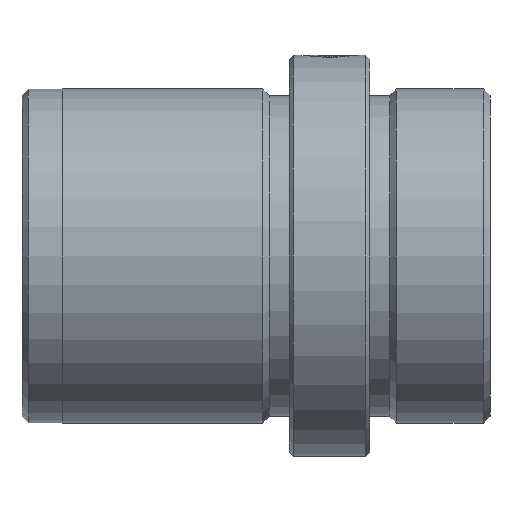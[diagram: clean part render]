
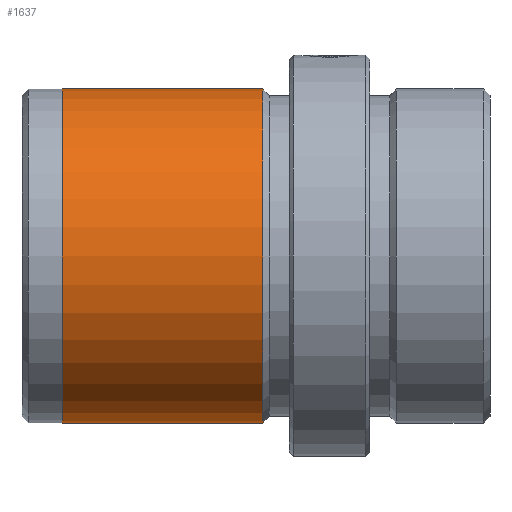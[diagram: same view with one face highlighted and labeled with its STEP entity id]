
A CAD part, left-side view. The second image highlights one B-rep face of the part: STEP entity #1637.
In plain terms, the highlighted cylindrical face has radius 12.5 mm (diameter 25 mm), a partial arc.
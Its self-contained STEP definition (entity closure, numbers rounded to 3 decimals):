
#1 = CARTESIAN_POINT ( 'NONE',  ( 0., 32., -12.5 ) ) ;
#100 = CARTESIAN_POINT ( 'NONE',  ( 0., 32., 12.5 ) ) ;
#116 = ORIENTED_EDGE ( 'NONE', *, *, #1055, .T. ) ;
#259 = AXIS2_PLACEMENT_3D ( 'NONE', #755, #1845, #915 ) ;
#301 = EDGE_CURVE ( 'NONE', #362, #905, #1657, .T. ) ;
#321 = CARTESIAN_POINT ( 'NONE',  ( 0., 17., 12.5 ) ) ;
#354 = DIRECTION ( 'NONE',  ( 0., -1., 0. ) ) ;
#362 = VERTEX_POINT ( 'NONE', #100 ) ;
#373 = VECTOR ( 'NONE', #354, 1000. ) ;
#383 = ORIENTED_EDGE ( 'NONE', *, *, #1768, .T. ) ;
#462 = CARTESIAN_POINT ( 'NONE',  ( 0., 17., 0. ) ) ;
#481 = EDGE_CURVE ( 'NONE', #905, #515, #1735, .T. ) ;
#515 = VERTEX_POINT ( 'NONE', #938 ) ;
#540 = EDGE_LOOP ( 'NONE', ( #1382, #383, #116, #903 ) ) ;
#622 = DIRECTION ( 'NONE',  ( 0., 0., -1. ) ) ;
#657 = FACE_OUTER_BOUND ( 'NONE', #540, .T. ) ;
#755 = CARTESIAN_POINT ( 'NONE',  ( 0., 32., 0. ) ) ;
#860 = CARTESIAN_POINT ( 'NONE',  ( 0., 0., 0. ) ) ;
#903 = ORIENTED_EDGE ( 'NONE', *, *, #481, .F. ) ;
#905 = VERTEX_POINT ( 'NONE', #321 ) ;
#911 = VERTEX_POINT ( 'NONE', #1 ) ;
#915 = DIRECTION ( 'NONE',  ( 0., 0., -1. ) ) ;
#938 = CARTESIAN_POINT ( 'NONE',  ( 0., 17., -12.5 ) ) ;
#1009 = DIRECTION ( 'NONE',  ( 0., -1., 0. ) ) ;
#1020 = DIRECTION ( 'NONE',  ( 0., 0., -1. ) ) ;
#1028 = DIRECTION ( 'NONE',  ( 0., -1., 0. ) ) ;
#1055 = EDGE_CURVE ( 'NONE', #911, #515, #2012, .T. ) ;
#1182 = CARTESIAN_POINT ( 'NONE',  ( 0., 0., 12.5 ) ) ;
#1305 = CARTESIAN_POINT ( 'NONE',  ( 0., 0., -12.5 ) ) ;
#1382 = ORIENTED_EDGE ( 'NONE', *, *, #301, .F. ) ;
#1551 = DIRECTION ( 'NONE',  ( 0., -1., 0. ) ) ;
#1562 = VECTOR ( 'NONE', #1028, 1000. ) ;
#1637 = ADVANCED_FACE ( 'NONE', ( #657 ), #1861, .T. ) ;
#1657 = LINE ( 'NONE', #1182, #1562 ) ;
#1705 = CIRCLE ( 'NONE', #259, 12.5 ) ;
#1735 = CIRCLE ( 'NONE', #1967, 12.5 ) ;
#1763 = AXIS2_PLACEMENT_3D ( 'NONE', #860, #1009, #1020 ) ;
#1768 = EDGE_CURVE ( 'NONE', #362, #911, #1705, .T. ) ;
#1845 = DIRECTION ( 'NONE',  ( 0., -1., 0. ) ) ;
#1861 = CYLINDRICAL_SURFACE ( 'NONE', #1763, 12.5 ) ;
#1967 = AXIS2_PLACEMENT_3D ( 'NONE', #462, #1551, #622 ) ;
#2012 = LINE ( 'NONE', #1305, #373 ) ;
